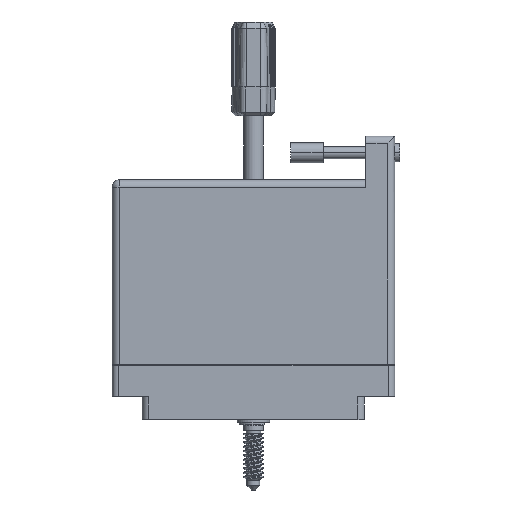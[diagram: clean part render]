
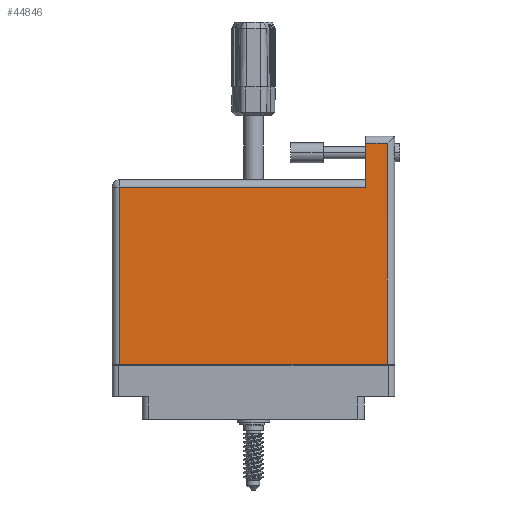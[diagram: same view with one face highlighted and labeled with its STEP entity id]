
A CAD part, front view. The second image highlights one B-rep face of the part: STEP entity #44846.
In plain terms, the highlighted face is planar.
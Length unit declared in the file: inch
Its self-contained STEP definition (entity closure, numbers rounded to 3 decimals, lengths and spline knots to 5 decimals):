
#66 = CARTESIAN_POINT ( 'NONE',  ( -1.289, -0.1, 0.617 ) ) ;
#2139 = EDGE_CURVE ( 'NONE', #16578, #73074, #61223, .T. ) ;
#5150 = CARTESIAN_POINT ( 'NONE',  ( -1.359, 1.675, 0.617 ) ) ;
#5215 = EDGE_CURVE ( 'NONE', #10783, #16578, #42173, .T. ) ;
#5908 = DIRECTION ( 'NONE',  ( 0., -1., 0. ) ) ;
#8259 = CARTESIAN_POINT ( 'NONE',  ( 1.079, 2.095, 0.617 ) ) ;
#10373 = LINE ( 'NONE', #8259, #30901 ) ;
#10511 = EDGE_CURVE ( 'NONE', #73074, #68733, #17098, .T. ) ;
#10783 = VERTEX_POINT ( 'NONE', #31311 ) ;
#12686 = CARTESIAN_POINT ( 'NONE',  ( -1.289, -0.1, 0.617 ) ) ;
#13554 = CARTESIAN_POINT ( 'NONE',  ( 1.289, 2.095, 0.617 ) ) ;
#13849 = CARTESIAN_POINT ( 'NONE',  ( 1.289, 2.025, 0.617 ) ) ;
#16578 = VERTEX_POINT ( 'NONE', #41955 ) ;
#17098 = LINE ( 'NONE', #47163, #79671 ) ;
#19263 = FACE_OUTER_BOUND ( 'NONE', #54672, .T. ) ;
#22918 = ORIENTED_EDGE ( 'NONE', *, *, #5215, .T. ) ;
#24610 = ORIENTED_EDGE ( 'NONE', *, *, #48591, .T. ) ;
#25729 = VECTOR ( 'NONE', #66453, 39.37008 ) ;
#28954 = VECTOR ( 'NONE', #5908, 39.37008 ) ;
#30901 = VECTOR ( 'NONE', #72317, 39.37008 ) ;
#31311 = CARTESIAN_POINT ( 'NONE',  ( 1.079, 1.605, 0.617 ) ) ;
#31607 = DIRECTION ( 'NONE',  ( 0., 1., 0. ) ) ;
#39898 = VERTEX_POINT ( 'NONE', #13849 ) ;
#40979 = CARTESIAN_POINT ( 'NONE',  ( 1.079, 2.025, 0.617 ) ) ;
#41020 = ORIENTED_EDGE ( 'NONE', *, *, #55716, .T. ) ;
#41955 = CARTESIAN_POINT ( 'NONE',  ( -1.289, 1.605, 0.617 ) ) ;
#42173 = LINE ( 'NONE', #43986, #73453 ) ;
#42835 = DIRECTION ( 'NONE',  ( -1., 0., 0. ) ) ;
#43986 = CARTESIAN_POINT ( 'NONE',  ( -1.359, 1.605, 0.617 ) ) ;
#44643 = ORIENTED_EDGE ( 'NONE', *, *, #10511, .T. ) ;
#44846 = ADVANCED_FACE ( 'NONE', ( #19263 ), #61222, .F. ) ;
#47163 = CARTESIAN_POINT ( 'NONE',  ( -1.359, -0.1, 0.617 ) ) ;
#48332 = ORIENTED_EDGE ( 'NONE', *, *, #73655, .T. ) ;
#48591 = EDGE_CURVE ( 'NONE', #68733, #39898, #50497, .T. ) ;
#50281 = DIRECTION ( 'NONE',  ( -1., 0., 0. ) ) ;
#50497 = LINE ( 'NONE', #13554, #62333 ) ;
#50535 = VERTEX_POINT ( 'NONE', #40979 ) ;
#51202 = ORIENTED_EDGE ( 'NONE', *, *, #2139, .T. ) ;
#53042 = CARTESIAN_POINT ( 'NONE',  ( -1.359, 2.025, 0.617 ) ) ;
#53241 = DIRECTION ( 'NONE',  ( 1., 0., 0. ) ) ;
#54672 = EDGE_LOOP ( 'NONE', ( #22918, #51202, #44643, #24610, #41020, #48332 ) ) ;
#55716 = EDGE_CURVE ( 'NONE', #39898, #50535, #75649, .T. ) ;
#61222 = PLANE ( 'NONE',  #76515 ) ;
#61223 = LINE ( 'NONE', #12686, #28954 ) ;
#62333 = VECTOR ( 'NONE', #31607, 39.37008 ) ;
#66453 = DIRECTION ( 'NONE',  ( -1., 0., 0. ) ) ;
#68733 = VERTEX_POINT ( 'NONE', #75781 ) ;
#72317 = DIRECTION ( 'NONE',  ( 0., -1., 0. ) ) ;
#73074 = VERTEX_POINT ( 'NONE', #66 ) ;
#73453 = VECTOR ( 'NONE', #50281, 39.37008 ) ;
#73655 = EDGE_CURVE ( 'NONE', #50535, #10783, #10373, .T. ) ;
#74014 = DIRECTION ( 'NONE',  ( 0., 0., -1. ) ) ;
#75649 = LINE ( 'NONE', #53042, #25729 ) ;
#75781 = CARTESIAN_POINT ( 'NONE',  ( 1.289, -0.1, 0.617 ) ) ;
#76515 = AXIS2_PLACEMENT_3D ( 'NONE', #5150, #74014, #42835 ) ;
#79671 = VECTOR ( 'NONE', #53241, 39.37008 ) ;
